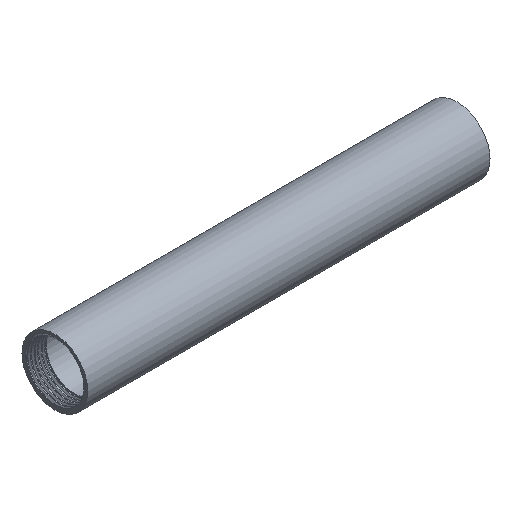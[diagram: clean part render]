
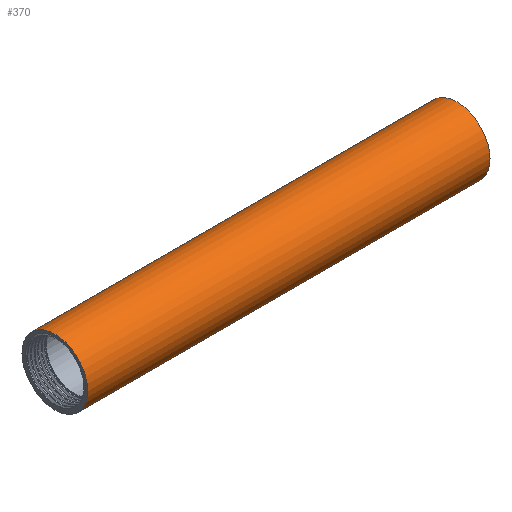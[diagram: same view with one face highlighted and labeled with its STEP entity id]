
A CAD part, isometric view. The second image highlights one B-rep face of the part: STEP entity #370.
In plain terms, the highlighted cylindrical face has radius 9.3 mm (diameter 18.6 mm), a full revolution.
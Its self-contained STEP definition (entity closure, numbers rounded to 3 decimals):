
#40=FACE_OUTER_BOUND('',#63,.T.);
#63=EDGE_LOOP('',(#314,#315,#316,#317));
#77=CIRCLE('',#396,9.3);
#78=CIRCLE('',#398,9.3);
#124=LINE('',#2281,#138);
#138=VECTOR('',#462,9.3);
#171=VERTEX_POINT('',#2276);
#172=VERTEX_POINT('',#2279);
#222=EDGE_CURVE('',#171,#171,#77,.T.);
#223=EDGE_CURVE('',#172,#172,#78,.T.);
#224=EDGE_CURVE('',#172,#171,#124,.T.);
#314=ORIENTED_EDGE('',*,*,#223,.F.);
#315=ORIENTED_EDGE('',*,*,#224,.T.);
#316=ORIENTED_EDGE('',*,*,#222,.T.);
#317=ORIENTED_EDGE('',*,*,#224,.F.);
#351=CYLINDRICAL_SURFACE('',#397,9.3);
#370=ADVANCED_FACE('',(#40),#351,.T.);
#396=AXIS2_PLACEMENT_3D('',#2277,#456,#457);
#397=AXIS2_PLACEMENT_3D('',#2278,#458,#459);
#398=AXIS2_PLACEMENT_3D('',#2280,#460,#461);
#456=DIRECTION('center_axis',(1.,0.,0.));
#457=DIRECTION('ref_axis',(0.,0.,-1.));
#458=DIRECTION('center_axis',(1.,0.,0.));
#459=DIRECTION('ref_axis',(0.,1.,0.));
#460=DIRECTION('center_axis',(1.,0.,0.));
#461=DIRECTION('ref_axis',(0.,0.,-1.));
#462=DIRECTION('',(-1.,0.,0.));
#2276=CARTESIAN_POINT('',(0.94,-9.3,0.));
#2277=CARTESIAN_POINT('Origin',(0.94,0.,
0.));
#2278=CARTESIAN_POINT('Origin',(57.84,0.,
0.));
#2279=CARTESIAN_POINT('',(114.74,-9.3,0.));
#2280=CARTESIAN_POINT('Origin',(114.74,0.,0.));
#2281=CARTESIAN_POINT('',(57.84,-9.3,0.));
